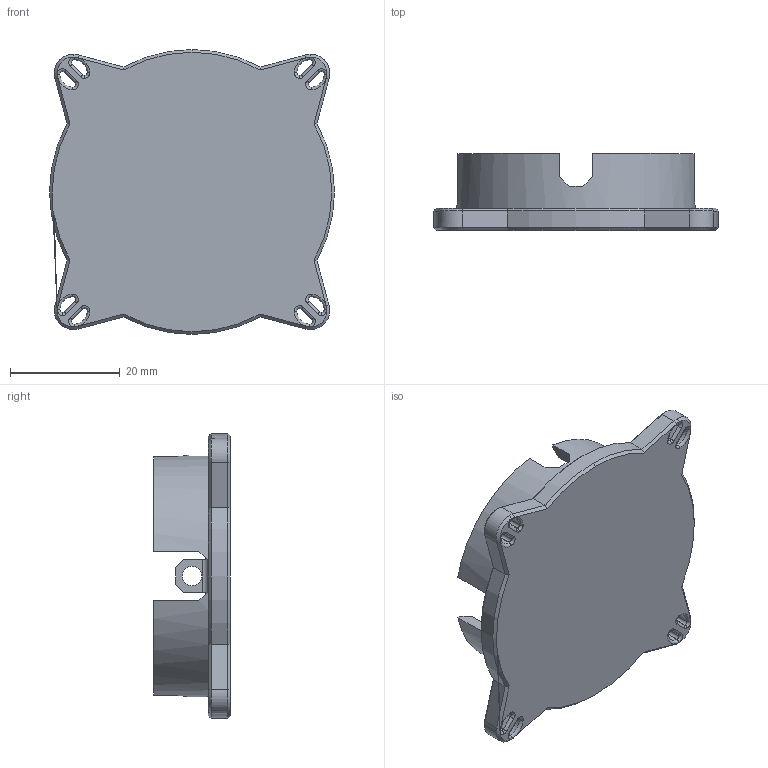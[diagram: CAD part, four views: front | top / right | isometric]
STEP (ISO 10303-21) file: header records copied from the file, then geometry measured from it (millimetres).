
FILE_DESCRIPTION (( 'STEP AP214' ), '1' );
FILE_NAME ('Skeleton-Wrist Bottom.STEP', '2023-04-30T10:22:25', ( '' ), ( '' ), 'SwSTEP 2.0', 'SolidWorks 2019', '' );
FILE_SCHEMA (( 'AUTOMOTIVE_DESIGN' ));
Length unit declared in the file: millimetre
Products named in the file (1): Skeleton-Wrist Bottom
Bounding box: 52 x 14 x 52 mm (x, y, z)
Volume: 11765.5 mm3; surface area: 8172.3 mm2
Topology: 1 solids, 1 shells, 237 faces, 586 edges, 339 vertices
Faces by surface type: cylinder 77, plane 70, torus 64, cone 26
Entity records: 7061 total; most frequent: DIRECTION 1317, CARTESIAN_POINT 1307, ORIENTED_EDGE 1172, EDGE_CURVE 586, AXIS2_PLACEMENT_3D 541, VERTEX_POINT 339, CIRCLE 303, EDGE_LOOP 245
